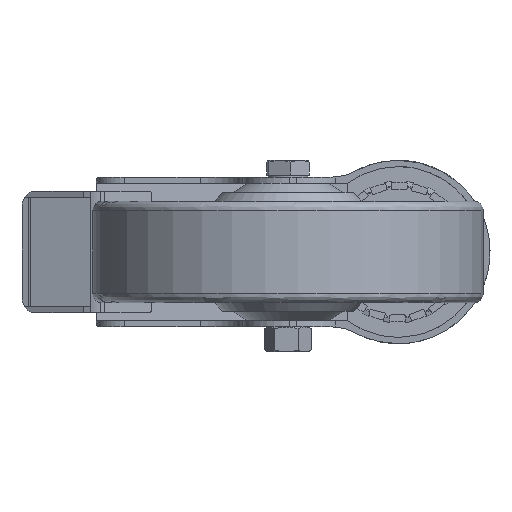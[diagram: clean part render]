
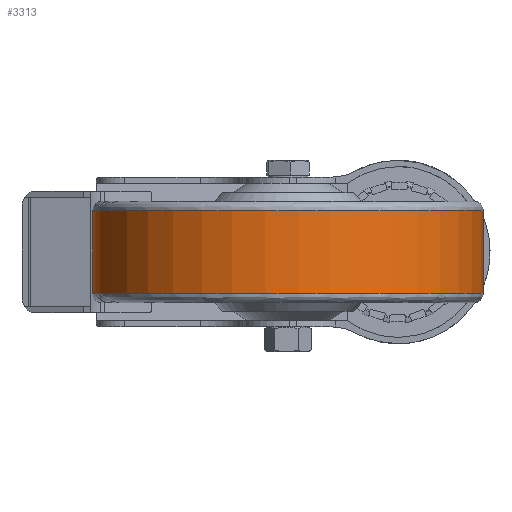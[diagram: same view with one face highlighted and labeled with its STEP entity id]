
A CAD part, front view. The second image highlights one B-rep face of the part: STEP entity #3313.
In plain terms, the highlighted cylindrical face has radius 62.5 mm (diameter 125 mm), a partial arc.
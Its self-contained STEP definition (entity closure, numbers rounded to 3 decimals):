
#292 = AXIS2_PLACEMENT_3D ( 'NONE', #10385, #3562, #17295 ) ;
#953 = DIRECTION ( 'NONE',  ( 0., 0., 1. ) ) ;
#2042 = EDGE_CURVE ( 'NONE', #20162, #18742, #16883, .T. ) ;
#2329 = CARTESIAN_POINT ( 'NONE',  ( -97.785, -76.75, 16.25 ) ) ;
#3313 = ADVANCED_FACE ( 'NONE', ( #20582 ), #19096, .T. ) ;
#3548 = DIRECTION ( 'NONE',  ( -1., 0., 0. ) ) ;
#3562 = DIRECTION ( 'NONE',  ( 0., 0., 1. ) ) ;
#4034 = LINE ( 'NONE', #2329, #22435 ) ;
#4892 = CARTESIAN_POINT ( 'NONE',  ( -95.577, -93.218, 13.25 ) ) ;
#5325 = DIRECTION ( 'NONE',  ( 0., 0., -1. ) ) ;
#5952 = CARTESIAN_POINT ( 'NONE',  ( -35.285, -76.75, 13.25 ) ) ;
#6099 = CIRCLE ( 'NONE', #8992, 62.5 ) ;
#6369 = EDGE_CURVE ( 'NONE', #11416, #16882, #20084, .T. ) ;
#7013 = DIRECTION ( 'NONE',  ( -1., 0., 0. ) ) ;
#7356 = EDGE_LOOP ( 'NONE', ( #18016, #15070, #8754, #9582, #20778, #21919 ) ) ;
#8161 = EDGE_CURVE ( 'NONE', #9249, #20162, #6099, .T. ) ;
#8575 = EDGE_CURVE ( 'NONE', #20043, #9249, #21689, .T. ) ;
#8754 = ORIENTED_EDGE ( 'NONE', *, *, #8575, .F. ) ;
#8992 = AXIS2_PLACEMENT_3D ( 'NONE', #16970, #953, #11438 ) ;
#9249 = VERTEX_POINT ( 'NONE', #4892 ) ;
#9582 = ORIENTED_EDGE ( 'NONE', *, *, #16128, .T. ) ;
#10108 = AXIS2_PLACEMENT_3D ( 'NONE', #5952, #14353, #14575 ) ;
#10265 = DIRECTION ( 'NONE',  ( 0., 0., -1. ) ) ;
#10282 = CARTESIAN_POINT ( 'NONE',  ( 27.215, -76.75, 13.25 ) ) ;
#10313 = AXIS2_PLACEMENT_3D ( 'NONE', #16168, #16066, #7013 ) ;
#10385 = CARTESIAN_POINT ( 'NONE',  ( -35.285, -76.75, -13.25 ) ) ;
#10613 = AXIS2_PLACEMENT_3D ( 'NONE', #12198, #10265, #3548 ) ;
#11416 = VERTEX_POINT ( 'NONE', #17573 ) ;
#11438 = DIRECTION ( 'NONE',  ( -0.965, -0.263, 0. ) ) ;
#11918 = DIRECTION ( 'NONE',  ( 0., 0., -1. ) ) ;
#12198 = CARTESIAN_POINT ( 'NONE',  ( -35.285, -76.75, 16.25 ) ) ;
#13043 = CARTESIAN_POINT ( 'NONE',  ( 27.215, -76.75, -13.25 ) ) ;
#13748 = CIRCLE ( 'NONE', #292, 62.5 ) ;
#14353 = DIRECTION ( 'NONE',  ( 0., 0., 1. ) ) ;
#14575 = DIRECTION ( 'NONE',  ( -0.965, -0.263, 0. ) ) ;
#14787 = CARTESIAN_POINT ( 'NONE',  ( -95.577, -93.218, -13.25 ) ) ;
#15070 = ORIENTED_EDGE ( 'NONE', *, *, #8161, .F. ) ;
#15144 = EDGE_CURVE ( 'NONE', #16882, #18742, #13748, .T. ) ;
#16066 = DIRECTION ( 'NONE',  ( 0., 0., 1. ) ) ;
#16128 = EDGE_CURVE ( 'NONE', #20043, #11416, #4034, .T. ) ;
#16168 = CARTESIAN_POINT ( 'NONE',  ( -35.285, -76.75, -13.25 ) ) ;
#16882 = VERTEX_POINT ( 'NONE', #14787 ) ;
#16883 = LINE ( 'NONE', #19859, #20538 ) ;
#16970 = CARTESIAN_POINT ( 'NONE',  ( -35.285, -76.75, 13.25 ) ) ;
#17295 = DIRECTION ( 'NONE',  ( -1., 0., 0. ) ) ;
#17573 = CARTESIAN_POINT ( 'NONE',  ( -97.785, -76.75, -13.25 ) ) ;
#18016 = ORIENTED_EDGE ( 'NONE', *, *, #2042, .F. ) ;
#18742 = VERTEX_POINT ( 'NONE', #13043 ) ;
#19096 = CYLINDRICAL_SURFACE ( 'NONE', #10613, 62.5 ) ;
#19859 = CARTESIAN_POINT ( 'NONE',  ( 27.215, -76.75, 16.25 ) ) ;
#20043 = VERTEX_POINT ( 'NONE', #22406 ) ;
#20084 = CIRCLE ( 'NONE', #10313, 62.5 ) ;
#20162 = VERTEX_POINT ( 'NONE', #10282 ) ;
#20538 = VECTOR ( 'NONE', #11918, 1000. ) ;
#20582 = FACE_OUTER_BOUND ( 'NONE', #7356, .T. ) ;
#20778 = ORIENTED_EDGE ( 'NONE', *, *, #6369, .T. ) ;
#21689 = CIRCLE ( 'NONE', #10108, 62.5 ) ;
#21919 = ORIENTED_EDGE ( 'NONE', *, *, #15144, .T. ) ;
#22406 = CARTESIAN_POINT ( 'NONE',  ( -97.785, -76.75, 13.25 ) ) ;
#22435 = VECTOR ( 'NONE', #5325, 1000. ) ;
